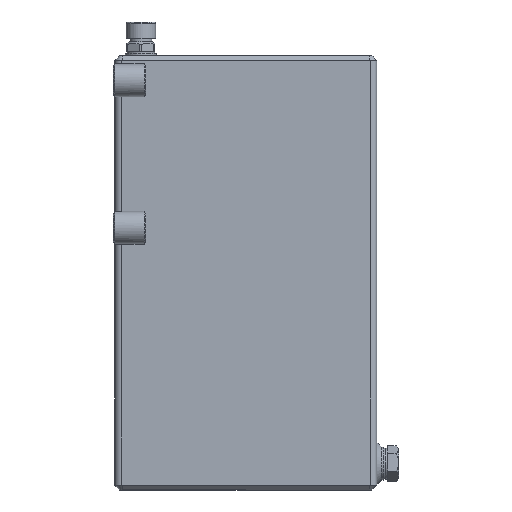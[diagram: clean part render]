
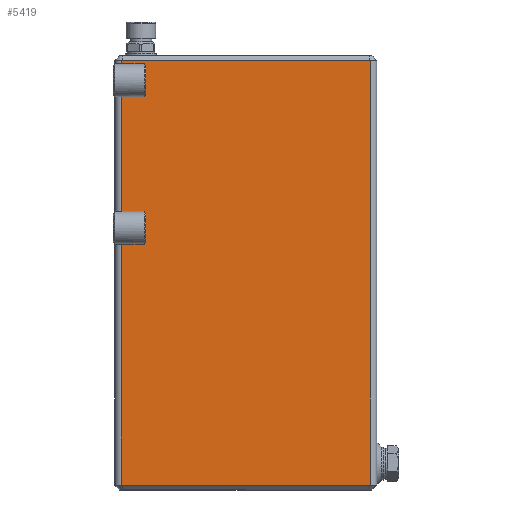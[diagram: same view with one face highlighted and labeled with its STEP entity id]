
A CAD part, left-side view. The second image highlights one B-rep face of the part: STEP entity #5419.
In plain terms, the highlighted planar face has unit normal (-1, 0, 0).
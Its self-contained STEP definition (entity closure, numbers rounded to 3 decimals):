
#78=LINE('',#7644,#281);
#84=LINE('',#7687,#287);
#134=LINE('',#7928,#337);
#135=LINE('',#7933,#338);
#146=LINE('',#7965,#349);
#148=LINE('',#7975,#351);
#154=LINE('',#8001,#357);
#155=LINE('',#8003,#358);
#156=LINE('',#8004,#359);
#157=LINE('',#8006,#360);
#158=LINE('',#8007,#361);
#159=LINE('',#8009,#362);
#160=LINE('',#8010,#363);
#161=LINE('',#8011,#364);
#162=LINE('',#8012,#365);
#163=LINE('',#8013,#366);
#164=LINE('',#8014,#367);
#165=LINE('',#8016,#368);
#281=VECTOR('',#6463,1000.);
#287=VECTOR('',#6513,1000.);
#337=VECTOR('',#6711,1000.);
#338=VECTOR('',#6716,1000.);
#349=VECTOR('',#6743,1000.);
#351=VECTOR('',#6753,1000.);
#357=VECTOR('',#6779,1000.);
#358=VECTOR('',#6780,1000.);
#359=VECTOR('',#6781,1000.);
#360=VECTOR('',#6782,1000.);
#361=VECTOR('',#6783,1000.);
#362=VECTOR('',#6784,1000.);
#363=VECTOR('',#6785,1000.);
#364=VECTOR('',#6786,1000.);
#365=VECTOR('',#6787,1000.);
#366=VECTOR('',#6788,1000.);
#367=VECTOR('',#6789,1000.);
#368=VECTOR('',#6790,1000.);
#582=PLANE('',#5855);
#1107=ORIENTED_EDGE('',*,*,#1692,.T.);
#1108=ORIENTED_EDGE('',*,*,#1838,.T.);
#1109=ORIENTED_EDGE('',*,*,#1839,.T.);
#1110=ORIENTED_EDGE('',*,*,#1840,.T.);
#1111=ORIENTED_EDGE('',*,*,#1841,.T.);
#1112=ORIENTED_EDGE('',*,*,#1710,.T.);
#1113=ORIENTED_EDGE('',*,*,#1842,.T.);
#1114=ORIENTED_EDGE('',*,*,#1843,.T.);
#1115=ORIENTED_EDGE('',*,*,#1844,.T.);
#1116=ORIENTED_EDGE('',*,*,#1821,.F.);
#1117=ORIENTED_EDGE('',*,*,#1845,.F.);
#1118=ORIENTED_EDGE('',*,*,#1826,.F.);
#1119=ORIENTED_EDGE('',*,*,#1846,.T.);
#1120=ORIENTED_EDGE('',*,*,#1805,.F.);
#1121=ORIENTED_EDGE('',*,*,#1847,.F.);
#1122=ORIENTED_EDGE('',*,*,#1803,.F.);
#1123=ORIENTED_EDGE('',*,*,#1848,.T.);
#1124=ORIENTED_EDGE('',*,*,#1849,.T.);
#1692=EDGE_CURVE('',#2128,#2124,#78,.T.);
#1710=EDGE_CURVE('',#2143,#2139,#84,.T.);
#1803=EDGE_CURVE('',#2216,#2214,#134,.T.);
#1805=EDGE_CURVE('',#2217,#2219,#135,.T.);
#1821=EDGE_CURVE('',#2230,#2232,#146,.T.);
#1826=EDGE_CURVE('',#2235,#2234,#148,.T.);
#1838=EDGE_CURVE('',#2124,#2246,#154,.T.);
#1839=EDGE_CURVE('',#2246,#2127,#155,.T.);
#1840=EDGE_CURVE('',#2127,#2247,#156,.T.);
#1841=EDGE_CURVE('',#2247,#2143,#157,.T.);
#1842=EDGE_CURVE('',#2139,#2248,#158,.T.);
#1843=EDGE_CURVE('',#2248,#2142,#159,.T.);
#1844=EDGE_CURVE('',#2142,#2232,#160,.T.);
#1845=EDGE_CURVE('',#2234,#2230,#161,.T.);
#1846=EDGE_CURVE('',#2235,#2219,#162,.T.);
#1847=EDGE_CURVE('',#2214,#2217,#163,.T.);
#1848=EDGE_CURVE('',#2216,#2249,#164,.T.);
#1849=EDGE_CURVE('',#2249,#2128,#165,.T.);
#2124=VERTEX_POINT('',#7628);
#2127=VERTEX_POINT('',#7639);
#2128=VERTEX_POINT('',#7643);
#2139=VERTEX_POINT('',#7671);
#2142=VERTEX_POINT('',#7682);
#2143=VERTEX_POINT('',#7686);
#2214=VERTEX_POINT('',#7923);
#2216=VERTEX_POINT('',#7927);
#2217=VERTEX_POINT('',#7931);
#2219=VERTEX_POINT('',#7934);
#2230=VERTEX_POINT('',#7963);
#2232=VERTEX_POINT('',#7966);
#2234=VERTEX_POINT('',#7972);
#2235=VERTEX_POINT('',#7974);
#2246=VERTEX_POINT('',#8002);
#2247=VERTEX_POINT('',#8005);
#2248=VERTEX_POINT('',#8008);
#2249=VERTEX_POINT('',#8015);
#2824=EDGE_LOOP('',(#1107,#1108,#1109,#1110,#1111,#1112,#1113,#1114,#1115,
#1116,#1117,#1118,#1119,#1120,#1121,#1122,#1123,#1124));
#3236=FACE_BOUND('',#2824,.T.);
#5419=ADVANCED_FACE('',(#3236),#582,.F.);
#5855=AXIS2_PLACEMENT_3D('',#8000,#6777,#6778);
#6463=DIRECTION('',(0.,0.,-1.));
#6513=DIRECTION('',(0.,0.,-1.));
#6711=DIRECTION('',(0.,-1.,0.));
#6716=DIRECTION('',(0.,-1.,0.));
#6743=DIRECTION('',(0.,1.,0.));
#6753=DIRECTION('',(0.,1.,0.));
#6777=DIRECTION('',(1.,0.,0.));
#6778=DIRECTION('',(0.,1.,0.));
#6779=DIRECTION('',(0.,0.,-1.));
#6780=DIRECTION('',(0.,1.,0.));
#6781=DIRECTION('',(0.,0.,-1.));
#6782=DIRECTION('',(0.,-1.,0.));
#6783=DIRECTION('',(0.,0.,-1.));
#6784=DIRECTION('',(0.,1.,0.));
#6785=DIRECTION('',(0.,0.,-1.));
#6786=DIRECTION('',(0.,1.,0.));
#6787=DIRECTION('',(0.,0.,1.));
#6788=DIRECTION('',(0.,-1.,0.));
#6789=DIRECTION('',(0.,0.,-1.));
#6790=DIRECTION('',(0.,-1.,0.));
#7628=CARTESIAN_POINT('',(-80.,62.,250.));
#7639=CARTESIAN_POINT('',(-80.,76.,244.));
#7643=CARTESIAN_POINT('',(-80.,62.,256.));
#7644=CARTESIAN_POINT('',(-80.,62.,256.));
#7671=CARTESIAN_POINT('',(-80.,62.,160.));
#7682=CARTESIAN_POINT('',(-80.,76.,154.));
#7686=CARTESIAN_POINT('',(-80.,62.,166.));
#7687=CARTESIAN_POINT('',(-80.,62.,166.));
#7923=CARTESIAN_POINT('',(-80.,75.5,262.));
#7927=CARTESIAN_POINT('',(-80.,76.,262.));
#7928=CARTESIAN_POINT('',(-80.,80.,262.));
#7931=CARTESIAN_POINT('',(-80.,-75.5,262.));
#7933=CARTESIAN_POINT('',(-80.,80.,262.));
#7934=CARTESIAN_POINT('',(-80.,-76.,262.));
#7963=CARTESIAN_POINT('',(-80.,75.5,3.));
#7965=CARTESIAN_POINT('',(-80.,-80.,3.));
#7966=CARTESIAN_POINT('',(-80.,76.,3.));
#7972=CARTESIAN_POINT('',(-80.,-75.5,3.));
#7974=CARTESIAN_POINT('',(-80.,-76.,3.));
#7975=CARTESIAN_POINT('',(-80.,-80.,3.));
#8000=CARTESIAN_POINT('',(-80.,0.,132.5));
#8001=CARTESIAN_POINT('',(-80.,62.,256.));
#8002=CARTESIAN_POINT('',(-80.,62.,244.));
#8003=CARTESIAN_POINT('',(-80.,62.,244.));
#8004=CARTESIAN_POINT('',(-80.,76.,262.));
#8005=CARTESIAN_POINT('',(-80.,76.,166.));
#8006=CARTESIAN_POINT('',(-80.,76.,166.));
#8007=CARTESIAN_POINT('',(-80.,62.,166.));
#8008=CARTESIAN_POINT('',(-80.,62.,154.));
#8009=CARTESIAN_POINT('',(-80.,62.,154.));
#8010=CARTESIAN_POINT('',(-80.,76.,262.));
#8011=CARTESIAN_POINT('',(-80.,-75.5,3.));
#8012=CARTESIAN_POINT('',(-80.,-76.,3.));
#8013=CARTESIAN_POINT('',(-80.,75.5,262.));
#8014=CARTESIAN_POINT('',(-80.,76.,262.));
#8015=CARTESIAN_POINT('',(-80.,76.,256.));
#8016=CARTESIAN_POINT('',(-80.,76.,256.));
